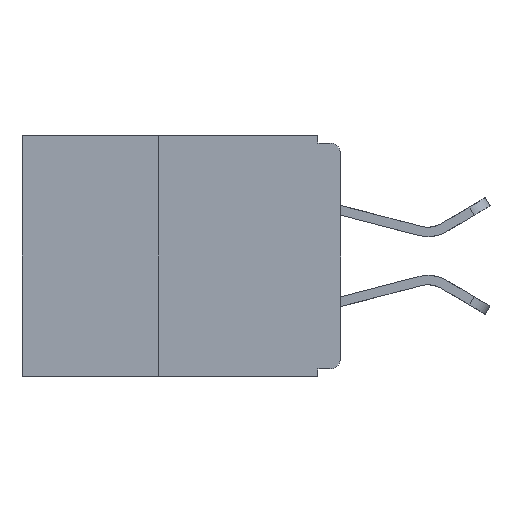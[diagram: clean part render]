
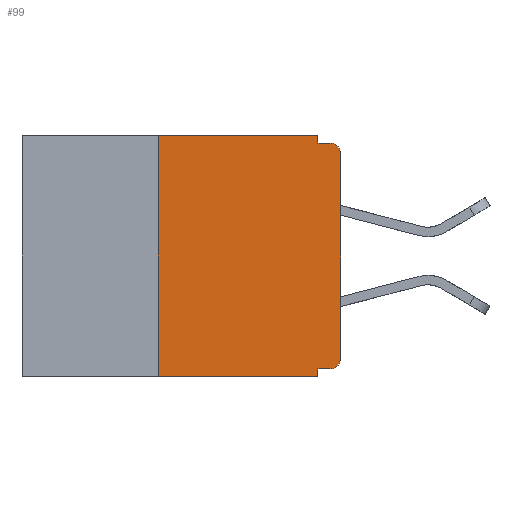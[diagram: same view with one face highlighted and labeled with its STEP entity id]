
A CAD part, left-side view. The second image highlights one B-rep face of the part: STEP entity #99.
In plain terms, the highlighted planar face has unit normal (-1, 0, 0).
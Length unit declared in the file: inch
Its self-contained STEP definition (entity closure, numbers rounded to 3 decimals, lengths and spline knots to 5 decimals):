
#5 = CARTESIAN_POINT ( 'NONE',  ( 0., 0., -0.01 ) ) ;
#99 = ADVANCED_FACE ( 'NONE', ( #13375 ), #879, .F. ) ;
#156 = CIRCLE ( 'NONE', #14019, 0.015 ) ;
#405 = VERTEX_POINT ( 'NONE', #4696 ) ;
#596 = ORIENTED_EDGE ( 'NONE', *, *, #1528, .F. ) ;
#612 = ORIENTED_EDGE ( 'NONE', *, *, #4307, .T. ) ;
#753 = CARTESIAN_POINT ( 'NONE',  ( 0., 0.031, 0. ) ) ;
#879 = PLANE ( 'NONE',  #8975 ) ;
#992 = DIRECTION ( 'NONE',  ( 0., 0., -1. ) ) ;
#1104 = LINE ( 'NONE', #12869, #14054 ) ;
#1197 = CARTESIAN_POINT ( 'NONE',  ( 0., 0., -0.025 ) ) ;
#1285 = LINE ( 'NONE', #9547, #7235 ) ;
#1311 = VERTEX_POINT ( 'NONE', #10797 ) ;
#1528 = EDGE_CURVE ( 'NONE', #5117, #2806, #9621, .T. ) ;
#1886 = CARTESIAN_POINT ( 'NONE',  ( 0., 0., -0.305 ) ) ;
#2307 = ORIENTED_EDGE ( 'NONE', *, *, #9684, .T. ) ;
#2408 = CARTESIAN_POINT ( 'NONE',  ( 0., 0.031, 0. ) ) ;
#2602 = EDGE_CURVE ( 'NONE', #2792, #2806, #156, .T. ) ;
#2676 = DIRECTION ( 'NONE',  ( 0., -1., 0. ) ) ;
#2792 = VERTEX_POINT ( 'NONE', #1197 ) ;
#2806 = VERTEX_POINT ( 'NONE', #5189 ) ;
#3212 = CARTESIAN_POINT ( 'NONE',  ( 0., 0.031, -0.33 ) ) ;
#3486 = VECTOR ( 'NONE', #16074, 39.37008 ) ;
#4221 = ORIENTED_EDGE ( 'NONE', *, *, #8917, .F. ) ;
#4232 = CARTESIAN_POINT ( 'NONE',  ( 0., 0., 0. ) ) ;
#4307 = EDGE_CURVE ( 'NONE', #9188, #405, #8610, .T. ) ;
#4328 = VERTEX_POINT ( 'NONE', #7411 ) ;
#4498 = DIRECTION ( 'NONE',  ( 0., 0., -1. ) ) ;
#4696 = CARTESIAN_POINT ( 'NONE',  ( 0., 0.031, -0.33 ) ) ;
#4812 = DIRECTION ( 'NONE',  ( -1., 0., 0. ) ) ;
#4821 = EDGE_CURVE ( 'NONE', #4328, #6669, #1104, .T. ) ;
#4997 = ORIENTED_EDGE ( 'NONE', *, *, #11354, .F. ) ;
#5117 = VERTEX_POINT ( 'NONE', #9101 ) ;
#5189 = CARTESIAN_POINT ( 'NONE',  ( 0., 0.015, -0.01 ) ) ;
#5666 = CARTESIAN_POINT ( 'NONE',  ( 0., 0.015, -0.32 ) ) ;
#6234 = AXIS2_PLACEMENT_3D ( 'NONE', #12315, #4812, #13552 ) ;
#6322 = VECTOR ( 'NONE', #2676, 39.37008 ) ;
#6669 = VERTEX_POINT ( 'NONE', #753 ) ;
#6688 = CARTESIAN_POINT ( 'NONE',  ( 0., 0., -0.32 ) ) ;
#6716 = DIRECTION ( 'NONE',  ( 0., 0., 1. ) ) ;
#6768 = ORIENTED_EDGE ( 'NONE', *, *, #4821, .F. ) ;
#7235 = VECTOR ( 'NONE', #10832, 39.37008 ) ;
#7251 = LINE ( 'NONE', #2408, #3486 ) ;
#7330 = LINE ( 'NONE', #4232, #10244 ) ;
#7398 = VECTOR ( 'NONE', #15399, 39.37008 ) ;
#7411 = CARTESIAN_POINT ( 'NONE',  ( 0., 0.25, 0. ) ) ;
#7836 = VERTEX_POINT ( 'NONE', #5666 ) ;
#8001 = CARTESIAN_POINT ( 'NONE',  ( 0., 0.437, -0.33 ) ) ;
#8022 = CIRCLE ( 'NONE', #6234, 0.015 ) ;
#8028 = DIRECTION ( 'NONE',  ( 0., -1., 0. ) ) ;
#8500 = ORIENTED_EDGE ( 'NONE', *, *, #9778, .F. ) ;
#8505 = CARTESIAN_POINT ( 'NONE',  ( 0., 0.437, 0. ) ) ;
#8610 = LINE ( 'NONE', #8001, #15212 ) ;
#8698 = ORIENTED_EDGE ( 'NONE', *, *, #10216, .F. ) ;
#8700 = ORIENTED_EDGE ( 'NONE', *, *, #14934, .T. ) ;
#8917 = EDGE_CURVE ( 'NONE', #1311, #405, #10607, .T. ) ;
#8975 = AXIS2_PLACEMENT_3D ( 'NONE', #8505, #14745, #992 ) ;
#9101 = CARTESIAN_POINT ( 'NONE',  ( 0., 0.031, -0.01 ) ) ;
#9188 = VERTEX_POINT ( 'NONE', #14956 ) ;
#9547 = CARTESIAN_POINT ( 'NONE',  ( 0., 0.25, -0.33 ) ) ;
#9621 = LINE ( 'NONE', #5, #6322 ) ;
#9684 = EDGE_CURVE ( 'NONE', #7836, #12310, #8022, .T. ) ;
#9778 = EDGE_CURVE ( 'NONE', #6669, #5117, #7251, .T. ) ;
#10216 = EDGE_CURVE ( 'NONE', #9188, #4328, #1285, .T. ) ;
#10244 = VECTOR ( 'NONE', #6716, 39.37008 ) ;
#10607 = LINE ( 'NONE', #3212, #12749 ) ;
#10717 = LINE ( 'NONE', #6688, #7398 ) ;
#10797 = CARTESIAN_POINT ( 'NONE',  ( 0., 0.031, -0.32 ) ) ;
#10832 = DIRECTION ( 'NONE',  ( 0., 0., 1. ) ) ;
#11354 = EDGE_CURVE ( 'NONE', #7836, #1311, #10717, .T. ) ;
#12054 = CARTESIAN_POINT ( 'NONE',  ( 0., 0.015, -0.025 ) ) ;
#12310 = VERTEX_POINT ( 'NONE', #1886 ) ;
#12315 = CARTESIAN_POINT ( 'NONE',  ( 0., 0.015, -0.305 ) ) ;
#12610 = DIRECTION ( 'NONE',  ( -1., 0., 0. ) ) ;
#12749 = VECTOR ( 'NONE', #4498, 39.37008 ) ;
#12808 = DIRECTION ( 'NONE',  ( 0., -1., 0. ) ) ;
#12869 = CARTESIAN_POINT ( 'NONE',  ( 0., 0.437, 0. ) ) ;
#13375 = FACE_OUTER_BOUND ( 'NONE', #14161, .T. ) ;
#13552 = DIRECTION ( 'NONE',  ( 0., 0., -1. ) ) ;
#13984 = ORIENTED_EDGE ( 'NONE', *, *, #2602, .T. ) ;
#14019 = AXIS2_PLACEMENT_3D ( 'NONE', #12054, #12610, #16143 ) ;
#14054 = VECTOR ( 'NONE', #12808, 39.37008 ) ;
#14161 = EDGE_LOOP ( 'NONE', ( #8700, #13984, #596, #8500, #6768, #8698, #612, #4221, #4997, #2307 ) ) ;
#14745 = DIRECTION ( 'NONE',  ( 1., 0., 0. ) ) ;
#14934 = EDGE_CURVE ( 'NONE', #12310, #2792, #7330, .T. ) ;
#14956 = CARTESIAN_POINT ( 'NONE',  ( 0., 0.25, -0.33 ) ) ;
#15212 = VECTOR ( 'NONE', #8028, 39.37008 ) ;
#15399 = DIRECTION ( 'NONE',  ( 0., 1., 0. ) ) ;
#16074 = DIRECTION ( 'NONE',  ( 0., 0., -1. ) ) ;
#16143 = DIRECTION ( 'NONE',  ( 0., 0., -1. ) ) ;
